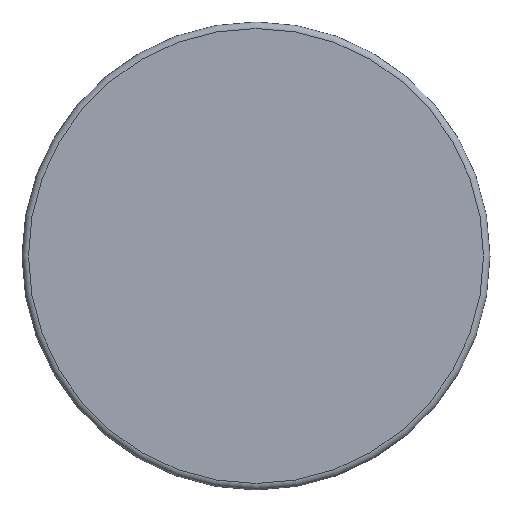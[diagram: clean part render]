
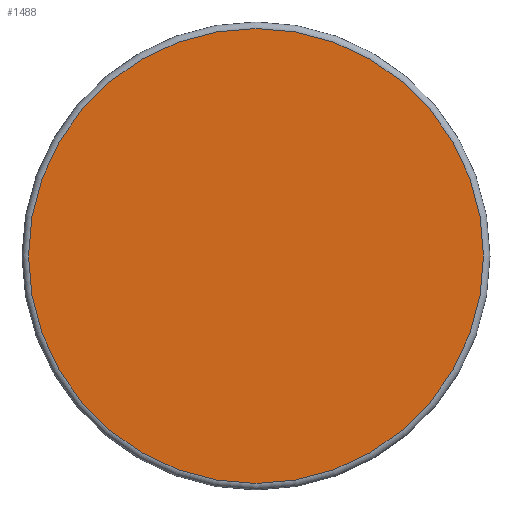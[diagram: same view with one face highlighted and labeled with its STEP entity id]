
A CAD part, front view. The second image highlights one B-rep face of the part: STEP entity #1488.
In plain terms, the highlighted planar face has unit normal (0, -1, 0).
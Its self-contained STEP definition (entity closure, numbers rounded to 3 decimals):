
#55=PLANE('',#1645);
#422=FACE_OUTER_BOUND('',#511,.T.);
#511=EDGE_LOOP('',(#1130,#1131));
#623=CIRCLE('',#1642,14.583);
#624=CIRCLE('',#1643,14.583);
#696=VERTEX_POINT('',#2324);
#697=VERTEX_POINT('',#2325);
#858=EDGE_CURVE('',#696,#697,#623,.T.);
#859=EDGE_CURVE('',#697,#696,#624,.T.);
#1130=ORIENTED_EDGE('',*,*,#858,.T.);
#1131=ORIENTED_EDGE('',*,*,#859,.T.);
#1488=ADVANCED_FACE('',(#422),#55,.T.);
#1642=AXIS2_PLACEMENT_3D('',#2326,#1868,#1869);
#1643=AXIS2_PLACEMENT_3D('',#2327,#1870,#1871);
#1645=AXIS2_PLACEMENT_3D('',#2329,#1874,#1875);
#1868=DIRECTION('center_axis',(0.,-1.,0.));
#1869=DIRECTION('ref_axis',(1.,0.,0.));
#1870=DIRECTION('center_axis',(0.,-1.,0.));
#1871=DIRECTION('ref_axis',(1.,0.,0.));
#1874=DIRECTION('center_axis',(0.,-1.,0.));
#1875=DIRECTION('ref_axis',(0.,0.,-1.));
#2324=CARTESIAN_POINT('',(14.583,0.,0.));
#2325=CARTESIAN_POINT('',(0.,0.,14.583));
#2326=CARTESIAN_POINT('Origin',(0.,0.,0.));
#2327=CARTESIAN_POINT('Origin',(0.,0.,0.));
#2329=CARTESIAN_POINT('Origin',(7.292,0.,0.));
